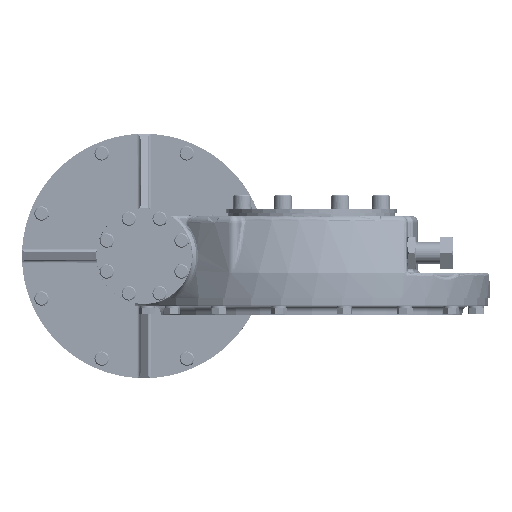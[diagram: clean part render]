
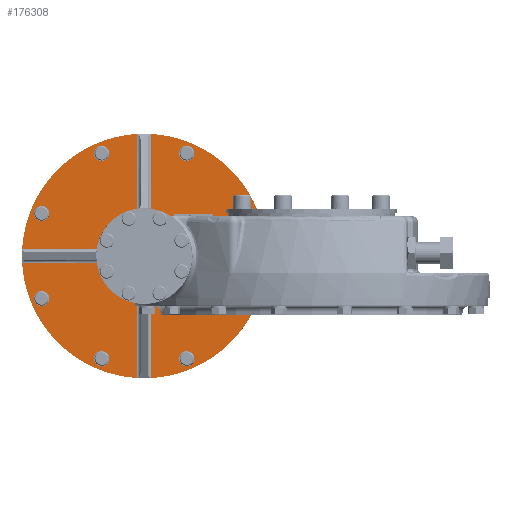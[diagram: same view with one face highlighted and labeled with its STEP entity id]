
A CAD part, left-side view. The second image highlights one B-rep face of the part: STEP entity #176308.
In plain terms, the highlighted planar face has unit normal (-1, 0, 0).
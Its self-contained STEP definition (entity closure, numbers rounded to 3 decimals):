
#5693=LINE('',#228277,#18952);
#5694=LINE('',#228281,#18953);
#5695=LINE('',#228285,#18954);
#5696=LINE('',#228289,#18955);
#5697=LINE('',#228293,#18956);
#5698=LINE('',#228297,#18957);
#5699=LINE('',#228298,#18958);
#5700=LINE('',#228302,#18959);
#18952=VECTOR('',#194883,1000.);
#18953=VECTOR('',#194886,1000.);
#18954=VECTOR('',#194889,1000.);
#18955=VECTOR('',#194892,1000.);
#18956=VECTOR('',#194895,1000.);
#18957=VECTOR('',#194898,1000.);
#18958=VECTOR('',#194899,1000.);
#18959=VECTOR('',#194902,1000.);
#32824=ORIENTED_EDGE('',*,*,#70968,.T.);
#32825=ORIENTED_EDGE('',*,*,#70969,.T.);
#32826=ORIENTED_EDGE('',*,*,#70970,.T.);
#32827=ORIENTED_EDGE('',*,*,#70971,.T.);
#32828=ORIENTED_EDGE('',*,*,#70972,.T.);
#32829=ORIENTED_EDGE('',*,*,#70973,.T.);
#32830=ORIENTED_EDGE('',*,*,#70974,.T.);
#32831=ORIENTED_EDGE('',*,*,#70967,.T.);
#32832=ORIENTED_EDGE('',*,*,#70975,.T.);
#32833=ORIENTED_EDGE('',*,*,#70976,.F.);
#32834=ORIENTED_EDGE('',*,*,#70977,.T.);
#32835=ORIENTED_EDGE('',*,*,#70978,.T.);
#32836=ORIENTED_EDGE('',*,*,#70979,.T.);
#32837=ORIENTED_EDGE('',*,*,#70980,.F.);
#32838=ORIENTED_EDGE('',*,*,#70981,.T.);
#32839=ORIENTED_EDGE('',*,*,#70982,.T.);
#32840=ORIENTED_EDGE('',*,*,#70983,.T.);
#32841=ORIENTED_EDGE('',*,*,#70984,.F.);
#32842=ORIENTED_EDGE('',*,*,#70985,.T.);
#32843=ORIENTED_EDGE('',*,*,#70986,.T.);
#32844=ORIENTED_EDGE('',*,*,#70987,.T.);
#32845=ORIENTED_EDGE('',*,*,#70961,.F.);
#32846=ORIENTED_EDGE('',*,*,#70988,.T.);
#32847=ORIENTED_EDGE('',*,*,#70989,.T.);
#32848=ORIENTED_EDGE('',*,*,#70990,.T.);
#70961=EDGE_CURVE('',#90116,#90117,#102569,.T.);
#70967=EDGE_CURVE('',#90121,#90121,#102570,.T.);
#70968=EDGE_CURVE('',#90122,#90122,#102571,.T.);
#70969=EDGE_CURVE('',#90123,#90123,#102572,.T.);
#70970=EDGE_CURVE('',#90124,#90124,#102573,.T.);
#70971=EDGE_CURVE('',#90125,#90125,#102574,.T.);
#70972=EDGE_CURVE('',#90126,#90126,#102575,.T.);
#70973=EDGE_CURVE('',#90127,#90127,#102576,.T.);
#70974=EDGE_CURVE('',#90128,#90128,#102577,.T.);
#70975=EDGE_CURVE('',#90129,#90129,#102578,.T.);
#70976=EDGE_CURVE('',#90130,#90131,#102579,.T.);
#70977=EDGE_CURVE('',#90130,#90132,#5693,.F.);
#70978=EDGE_CURVE('',#90132,#90133,#102580,.T.);
#70979=EDGE_CURVE('',#90133,#90134,#5694,.F.);
#70980=EDGE_CURVE('',#90135,#90134,#102581,.T.);
#70981=EDGE_CURVE('',#90135,#90136,#5695,.F.);
#70982=EDGE_CURVE('',#90136,#90137,#102582,.T.);
#70983=EDGE_CURVE('',#90137,#90138,#5696,.F.);
#70984=EDGE_CURVE('',#90139,#90138,#102583,.T.);
#70985=EDGE_CURVE('',#90139,#90140,#5697,.F.);
#70986=EDGE_CURVE('',#90140,#90141,#102584,.T.);
#70987=EDGE_CURVE('',#90141,#90117,#5698,.F.);
#70988=EDGE_CURVE('',#90116,#90142,#5699,.F.);
#70989=EDGE_CURVE('',#90142,#90143,#102585,.T.);
#70990=EDGE_CURVE('',#90143,#90131,#5700,.F.);
#90116=VERTEX_POINT('',#228215);
#90117=VERTEX_POINT('',#228216);
#90121=VERTEX_POINT('',#228256);
#90122=VERTEX_POINT('',#228259);
#90123=VERTEX_POINT('',#228261);
#90124=VERTEX_POINT('',#228263);
#90125=VERTEX_POINT('',#228265);
#90126=VERTEX_POINT('',#228267);
#90127=VERTEX_POINT('',#228269);
#90128=VERTEX_POINT('',#228271);
#90129=VERTEX_POINT('',#228273);
#90130=VERTEX_POINT('',#228275);
#90131=VERTEX_POINT('',#228276);
#90132=VERTEX_POINT('',#228278);
#90133=VERTEX_POINT('',#228280);
#90134=VERTEX_POINT('',#228282);
#90135=VERTEX_POINT('',#228284);
#90136=VERTEX_POINT('',#228286);
#90137=VERTEX_POINT('',#228288);
#90138=VERTEX_POINT('',#228290);
#90139=VERTEX_POINT('',#228292);
#90140=VERTEX_POINT('',#228294);
#90141=VERTEX_POINT('',#228296);
#90142=VERTEX_POINT('',#228299);
#90143=VERTEX_POINT('',#228301);
#102569=CIRCLE('',#184264,203.912);
#102570=CIRCLE('',#184266,8.25);
#102571=CIRCLE('',#184268,8.25);
#102572=CIRCLE('',#184269,8.25);
#102573=CIRCLE('',#184270,8.25);
#102574=CIRCLE('',#184271,8.25);
#102575=CIRCLE('',#184272,8.25);
#102576=CIRCLE('',#184273,8.25);
#102577=CIRCLE('',#184274,8.25);
#102578=CIRCLE('',#184275,204.);
#102579=CIRCLE('',#184276,203.912);
#102580=CIRCLE('',#184277,56.);
#102581=CIRCLE('',#184278,203.912);
#102582=CIRCLE('',#184279,56.);
#102583=CIRCLE('',#184280,203.912);
#102584=CIRCLE('',#184281,56.);
#102585=CIRCLE('',#184282,56.);
#105132=EDGE_LOOP('',(#32824));
#105133=EDGE_LOOP('',(#32825));
#105134=EDGE_LOOP('',(#32826));
#105135=EDGE_LOOP('',(#32827));
#105136=EDGE_LOOP('',(#32828));
#105137=EDGE_LOOP('',(#32829));
#105138=EDGE_LOOP('',(#32830));
#105139=EDGE_LOOP('',(#32831));
#105140=EDGE_LOOP('',(#32832));
#105141=EDGE_LOOP('',(#32833,#32834,#32835,#32836,#32837,#32838,#32839,
#32840,#32841,#32842,#32843,#32844,#32845,#32846,#32847,#32848));
#113793=FACE_BOUND('',#105132,.T.);
#113794=FACE_BOUND('',#105133,.T.);
#113795=FACE_BOUND('',#105134,.T.);
#113796=FACE_BOUND('',#105135,.T.);
#113797=FACE_BOUND('',#105136,.T.);
#113798=FACE_BOUND('',#105137,.T.);
#113799=FACE_BOUND('',#105138,.T.);
#113800=FACE_BOUND('',#105139,.T.);
#113801=FACE_BOUND('',#105140,.T.);
#113802=FACE_BOUND('',#105141,.T.);
#122309=PLANE('',#184267);
#176308=ADVANCED_FACE('',(#113793,#113794,#113795,#113796,#113797,#113798,
#113799,#113800,#113801,#113802),#122309,.F.);
#184264=AXIS2_PLACEMENT_3D('',#228214,#194857,#194858);
#184266=AXIS2_PLACEMENT_3D('',#228255,#194861,#194862);
#184267=AXIS2_PLACEMENT_3D('',#228257,#194863,#194864);
#184268=AXIS2_PLACEMENT_3D('',#228258,#194865,#194866);
#184269=AXIS2_PLACEMENT_3D('',#228260,#194867,#194868);
#184270=AXIS2_PLACEMENT_3D('',#228262,#194869,#194870);
#184271=AXIS2_PLACEMENT_3D('',#228264,#194871,#194872);
#184272=AXIS2_PLACEMENT_3D('',#228266,#194873,#194874);
#184273=AXIS2_PLACEMENT_3D('',#228268,#194875,#194876);
#184274=AXIS2_PLACEMENT_3D('',#228270,#194877,#194878);
#184275=AXIS2_PLACEMENT_3D('',#228272,#194879,#194880);
#184276=AXIS2_PLACEMENT_3D('',#228274,#194881,#194882);
#184277=AXIS2_PLACEMENT_3D('',#228279,#194884,#194885);
#184278=AXIS2_PLACEMENT_3D('',#228283,#194887,#194888);
#184279=AXIS2_PLACEMENT_3D('',#228287,#194890,#194891);
#184280=AXIS2_PLACEMENT_3D('',#228291,#194893,#194894);
#184281=AXIS2_PLACEMENT_3D('',#228295,#194896,#194897);
#184282=AXIS2_PLACEMENT_3D('',#228300,#194900,#194901);
#194857=DIRECTION('',(-1.,0.,0.));
#194858=DIRECTION('',(0.,0.,1.));
#194861=DIRECTION('',(1.,0.,0.));
#194862=DIRECTION('',(0.,0.,1.));
#194863=DIRECTION('',(1.,0.,0.));
#194864=DIRECTION('',(0.,0.,-1.));
#194865=DIRECTION('',(1.,0.,0.));
#194866=DIRECTION('',(0.,0.707,0.707));
#194867=DIRECTION('',(1.,0.,0.));
#194868=DIRECTION('',(0.,1.,0.));
#194869=DIRECTION('',(1.,0.,0.));
#194870=DIRECTION('',(0.,0.707,-0.707));
#194871=DIRECTION('',(1.,0.,0.));
#194872=DIRECTION('',(0.,0.,-1.));
#194873=DIRECTION('',(1.,0.,0.));
#194874=DIRECTION('',(0.,-0.707,-0.707));
#194875=DIRECTION('',(1.,0.,0.));
#194876=DIRECTION('',(0.,-1.,0.));
#194877=DIRECTION('',(1.,0.,0.));
#194878=DIRECTION('',(0.,-0.707,0.707));
#194879=DIRECTION('',(-1.,0.,0.));
#194880=DIRECTION('',(0.,0.,1.));
#194881=DIRECTION('',(-1.,0.,0.));
#194882=DIRECTION('',(0.,0.,1.));
#194883=DIRECTION('',(0.,0.,1.));
#194884=DIRECTION('',(1.,0.,0.));
#194885=DIRECTION('',(0.,0.,-1.));
#194886=DIRECTION('',(0.,1.,0.));
#194887=DIRECTION('',(-1.,0.,0.));
#194888=DIRECTION('',(0.,0.,1.));
#194889=DIRECTION('',(0.,-1.,0.));
#194890=DIRECTION('',(1.,0.,0.));
#194891=DIRECTION('',(0.,0.,-1.));
#194892=DIRECTION('',(0.,0.,1.));
#194893=DIRECTION('',(-1.,0.,0.));
#194894=DIRECTION('',(0.,0.,1.));
#194895=DIRECTION('',(0.,0.,-1.));
#194896=DIRECTION('',(1.,0.,0.));
#194897=DIRECTION('',(0.,0.,-1.));
#194898=DIRECTION('',(0.,-1.,0.));
#194899=DIRECTION('',(0.,1.,0.));
#194900=DIRECTION('',(1.,0.,0.));
#194901=DIRECTION('',(0.,0.,-1.));
#194902=DIRECTION('',(0.,0.,-1.));
#228214=CARTESIAN_POINT('',(350.875,279.45,64.));
#228215=CARTESIAN_POINT('',(350.875,483.008,76.));
#228216=CARTESIAN_POINT('',(350.875,483.008,52.));
#228255=CARTESIAN_POINT('',(350.875,350.438,235.38));
#228256=CARTESIAN_POINT('',(350.875,350.438,243.63));
#228257=CARTESIAN_POINT('',(350.875,329.45,64.));
#228258=CARTESIAN_POINT('',(350.875,450.83,134.988));
#228259=CARTESIAN_POINT('',(350.875,456.663,140.821));
#228260=CARTESIAN_POINT('',(350.875,450.83,-6.988));
#228261=CARTESIAN_POINT('',(350.875,459.08,-6.988));
#228262=CARTESIAN_POINT('',(350.875,350.438,-107.38));
#228263=CARTESIAN_POINT('',(350.875,356.271,-113.213));
#228264=CARTESIAN_POINT('',(350.875,208.462,-107.38));
#228265=CARTESIAN_POINT('',(350.875,208.462,-115.63));
#228266=CARTESIAN_POINT('',(350.875,108.07,-6.988));
#228267=CARTESIAN_POINT('',(350.875,102.237,-12.821));
#228268=CARTESIAN_POINT('',(350.875,108.07,134.988));
#228269=CARTESIAN_POINT('',(350.875,99.82,134.988));
#228270=CARTESIAN_POINT('',(350.875,208.462,235.38));
#228271=CARTESIAN_POINT('',(350.875,202.629,241.213));
#228272=CARTESIAN_POINT('',(350.875,279.45,64.));
#228273=CARTESIAN_POINT('',(350.875,279.45,268.));
#228274=CARTESIAN_POINT('',(350.875,279.45,64.));
#228275=CARTESIAN_POINT('',(350.875,267.45,267.558));
#228276=CARTESIAN_POINT('',(350.875,291.45,267.558));
#228277=CARTESIAN_POINT('',(350.875,267.45,113.639));
#228278=CARTESIAN_POINT('',(350.875,267.45,118.699));
#228279=CARTESIAN_POINT('',(350.875,279.45,64.));
#228280=CARTESIAN_POINT('',(350.875,224.751,76.));
#228281=CARTESIAN_POINT('',(350.875,75.627,76.));
#228282=CARTESIAN_POINT('',(350.875,75.892,76.));
#228283=CARTESIAN_POINT('',(350.875,279.45,64.));
#228284=CARTESIAN_POINT('',(350.875,75.892,52.));
#228285=CARTESIAN_POINT('',(350.875,229.811,52.));
#228286=CARTESIAN_POINT('',(350.875,224.751,52.));
#228287=CARTESIAN_POINT('',(350.875,279.45,64.));
#228288=CARTESIAN_POINT('',(350.875,267.45,9.301));
#228289=CARTESIAN_POINT('',(350.875,267.45,-139.823));
#228290=CARTESIAN_POINT('',(350.875,267.45,-139.558));
#228291=CARTESIAN_POINT('',(350.875,279.45,64.));
#228292=CARTESIAN_POINT('',(350.875,291.45,-139.558));
#228293=CARTESIAN_POINT('',(350.875,291.45,14.361));
#228294=CARTESIAN_POINT('',(350.875,291.45,9.301));
#228295=CARTESIAN_POINT('',(350.875,279.45,64.));
#228296=CARTESIAN_POINT('',(350.875,334.149,52.));
#228297=CARTESIAN_POINT('',(350.875,483.273,52.));
#228298=CARTESIAN_POINT('',(350.875,329.089,76.));
#228299=CARTESIAN_POINT('',(350.875,334.149,76.));
#228300=CARTESIAN_POINT('',(350.875,279.45,64.));
#228301=CARTESIAN_POINT('',(350.875,291.45,118.699));
#228302=CARTESIAN_POINT('',(350.875,291.45,267.823));
